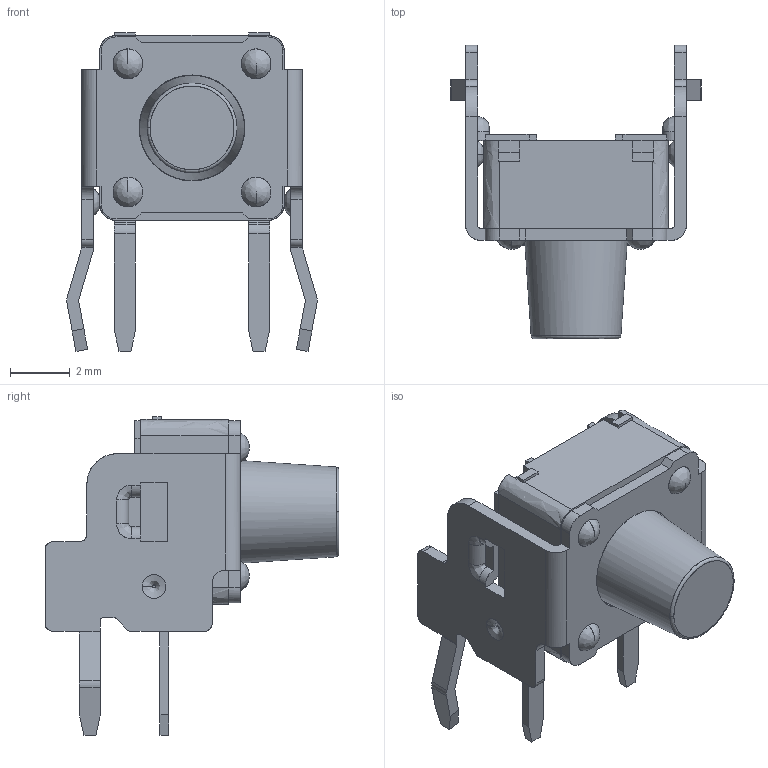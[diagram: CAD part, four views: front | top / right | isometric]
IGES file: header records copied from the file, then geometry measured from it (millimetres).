
Start section: C
Global section: file name: 4312560587x6.igs; native system: By Siemens PLM Incorporated; preprocessor: XPlus GENERIC/IGES 16.0.42; author: Author; organization: Title; date: 20140210.115612; units: millimetre
Bounding box: 8.4 x 9.85 x 10.7 mm (x, y, z)
Surface area: 444.1 mm2 (no closed solid volume)
Topology: 0 solids, 0 shells, 277 faces, 1586 edges, 1582 vertices
Faces by surface type: bspline 277
